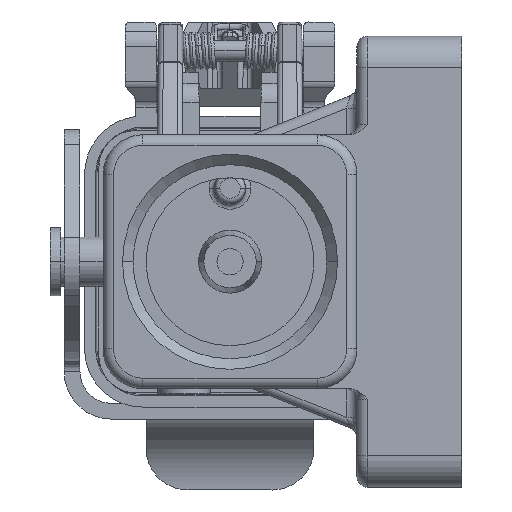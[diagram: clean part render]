
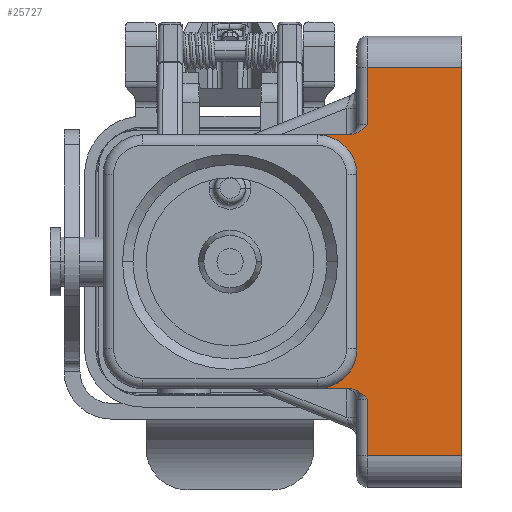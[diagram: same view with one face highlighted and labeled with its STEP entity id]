
A CAD part, front view. The second image highlights one B-rep face of the part: STEP entity #25727.
In plain terms, the highlighted planar face has unit normal (0, -1, 0).
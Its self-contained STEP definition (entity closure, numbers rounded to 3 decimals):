
#6458=CARTESIAN_POINT('',(8.3,7.2,-8.3));
#6459=DIRECTION('',(0.,-1.,0.));
#6460=DIRECTION('',(0.,0.,-1.));
#6461=AXIS2_PLACEMENT_3D('',#6458,#6459,#6460);
#6463=CARTESIAN_POINT('',(8.3,7.2,8.3));
#6464=DIRECTION('',(0.,-1.,0.));
#6465=DIRECTION('',(1.,0.,0.));
#6466=AXIS2_PLACEMENT_3D('',#6463,#6464,#6465);
#6468=DIRECTION('',(1.,0.,0.));
#6469=VECTOR('',#6468,3.068);
#6470=CARTESIAN_POINT('',(8.3,7.2,12.1));
#6471=LINE('',#6470,#6469);
#6472=DIRECTION('',(0.,0.,-1.));
#6473=VECTOR('',#6472,5.4);
#6474=CARTESIAN_POINT('',(13.1,7.2,-13.1));
#6475=LINE('',#6474,#6473);
#6481=CARTESIAN_POINT('',(11.368,7.2,-12.1));
#6482=CARTESIAN_POINT('',(11.435,7.2,-12.1));
#6483=CARTESIAN_POINT('',(11.574,7.2,-12.11));
#6484=CARTESIAN_POINT('',(11.794,7.2,-12.159));
#6485=CARTESIAN_POINT('',(12.029,7.2,-12.248));
#6486=CARTESIAN_POINT('',(12.279,7.2,-12.384));
#6487=CARTESIAN_POINT('',(12.541,7.2,-12.573));
#6488=CARTESIAN_POINT('',(12.813,7.2,-12.813));
#6489=CARTESIAN_POINT('',(13.001,7.2,-13.001));
#6490=CARTESIAN_POINT('',(13.1,7.2,-13.1));
#6501=DIRECTION('',(1.,0.,0.));
#6502=VECTOR('',#6501,3.068);
#6503=CARTESIAN_POINT('',(8.3,7.2,-12.1));
#6504=LINE('',#6503,#6502);
#6688=DIRECTION('',(0.,0.,-1.));
#6689=VECTOR('',#6688,16.6);
#6690=CARTESIAN_POINT('',(12.1,7.2,8.3));
#6691=LINE('',#6690,#6689);
#6840=DIRECTION('',(1.,0.,0.));
#6841=VECTOR('',#6840,9.);
#6842=CARTESIAN_POINT('',(13.1,7.2,-18.5));
#6843=LINE('',#6842,#6841);
#6864=DIRECTION('',(0.,0.,1.));
#6865=VECTOR('',#6864,37.);
#6866=CARTESIAN_POINT('',(22.1,7.2,-18.5));
#6867=LINE('',#6866,#6865);
#6968=DIRECTION('',(-1.,0.,0.));
#6969=VECTOR('',#6968,9.);
#6970=CARTESIAN_POINT('',(22.1,7.2,18.5));
#6971=LINE('',#6970,#6969);
#7359=CARTESIAN_POINT('',(13.1,7.2,13.1));
#7360=CARTESIAN_POINT('',(12.986,7.2,12.986));
#7361=CARTESIAN_POINT('',(12.766,7.2,12.766));
#7362=CARTESIAN_POINT('',(12.425,7.2,12.479));
#7363=CARTESIAN_POINT('',(12.206,7.2,12.344));
#7364=CARTESIAN_POINT('',(12.098,7.2,12.288));
#7366=CARTESIAN_POINT('',(12.098,7.2,12.288));
#7367=CARTESIAN_POINT('',(12.01,7.2,12.244));
#7368=CARTESIAN_POINT('',(11.838,7.2,12.172));
#7369=CARTESIAN_POINT('',(11.602,7.2,12.114));
#7370=CARTESIAN_POINT('',(11.445,7.2,12.1));
#7371=CARTESIAN_POINT('',(11.368,7.2,12.1));
#7392=DIRECTION('',(0.,0.,-1.));
#7393=VECTOR('',#7392,5.4);
#7394=CARTESIAN_POINT('',(13.1,7.2,18.5));
#7395=LINE('',#7394,#7393);
#11339=CARTESIAN_POINT('',(11.368,7.2,12.1));
#11341=VERTEX_POINT('',#11339);
#11342=CARTESIAN_POINT('',(8.3,7.2,12.1));
#11343=VERTEX_POINT('',#11342);
#12457=CARTESIAN_POINT('',(12.1,7.2,8.3));
#12458=VERTEX_POINT('',#12457);
#12459=CARTESIAN_POINT('',(8.3,7.2,-12.1));
#12460=CARTESIAN_POINT('',(12.1,7.2,-8.3));
#12461=VERTEX_POINT('',#12459);
#12462=VERTEX_POINT('',#12460);
#12463=VERTEX_POINT('',#7366);
#12464=VERTEX_POINT('',#7359);
#12465=CARTESIAN_POINT('',(22.1,7.2,-18.5));
#12466=CARTESIAN_POINT('',(22.1,7.2,18.5));
#12467=VERTEX_POINT('',#12465);
#12468=VERTEX_POINT('',#12466);
#12469=CARTESIAN_POINT('',(13.1,7.2,-13.1));
#12470=CARTESIAN_POINT('',(13.1,7.2,-18.5));
#12471=VERTEX_POINT('',#12469);
#12472=VERTEX_POINT('',#12470);
#12479=VERTEX_POINT('',#6481);
#12660=CARTESIAN_POINT('',(13.1,7.2,18.5));
#12661=VERTEX_POINT('',#12660);
#25696=CARTESIAN_POINT('',(15.2,7.2,0.));
#25697=DIRECTION('',(0.,1.,0.));
#25698=DIRECTION('',(0.,0.,1.));
#25699=AXIS2_PLACEMENT_3D('',#25696,#25697,#25698);
#25700=PLANE('',#25699);
#25702=ORIENTED_EDGE('',*,*,#25701,.F.);
#25704=ORIENTED_EDGE('',*,*,#25703,.F.);
#25706=ORIENTED_EDGE('',*,*,#25705,.F.);
#25708=ORIENTED_EDGE('',*,*,#25707,.T.);
#25710=ORIENTED_EDGE('',*,*,#25709,.F.);
#25711=ORIENTED_EDGE('',*,*,#25689,.T.);
#25712=ORIENTED_EDGE('',*,*,#19227,.T.);
#25714=ORIENTED_EDGE('',*,*,#25713,.F.);
#25716=ORIENTED_EDGE('',*,*,#25715,.F.);
#25718=ORIENTED_EDGE('',*,*,#25717,.F.);
#25720=ORIENTED_EDGE('',*,*,#25719,.F.);
#25722=ORIENTED_EDGE('',*,*,#25721,.F.);
#25724=ORIENTED_EDGE('',*,*,#25723,.F.);
#25725=EDGE_LOOP('',(#25702,#25704,#25706,#25708,#25710,#25711,#25712,#25714,
#25716,#25718,#25720,#25722,#25724));
#25726=FACE_OUTER_BOUND('',#25725,.F.);
#25727=ADVANCED_FACE('',(#25726),#25700,.F.);
#6462=CIRCLE('',#6461,3.8);
#6467=CIRCLE('',#6466,3.8);
#6491=B_SPLINE_CURVE_WITH_KNOTS('',3,(#6481,#6482,#6483,#6484,#6485,#6486,#6487,
#6488,#6489,#6490),.UNSPECIFIED.,.F.,.F.,(4,1,1,1,1,1,1,4),(0.,
0.143,0.286,0.429,0.571,
0.714,0.857,1.),.UNSPECIFIED.);
#7365=B_SPLINE_CURVE_WITH_KNOTS('',3,(#7359,#7360,#7361,#7362,#7363,#7364),
.UNSPECIFIED.,.F.,.F.,(4,1,1,4),(0.,0.333,0.667,1.),
.UNSPECIFIED.);
#7372=B_SPLINE_CURVE_WITH_KNOTS('',3,(#7366,#7367,#7368,#7369,#7370,#7371),
.UNSPECIFIED.,.F.,.F.,(4,1,1,4),(0.,0.333,0.667,1.),
.UNSPECIFIED.);
#19227=EDGE_CURVE('',#11343,#11341,#6471,.T.);
#25689=EDGE_CURVE('',#12458,#11343,#6467,.T.);
#25701=EDGE_CURVE('',#12471,#12472,#6475,.T.);
#25703=EDGE_CURVE('',#12479,#12471,#6491,.T.);
#25705=EDGE_CURVE('',#12461,#12479,#6504,.T.);
#25707=EDGE_CURVE('',#12461,#12462,#6462,.T.);
#25709=EDGE_CURVE('',#12458,#12462,#6691,.T.);
#25713=EDGE_CURVE('',#12463,#11341,#7372,.T.);
#25715=EDGE_CURVE('',#12464,#12463,#7365,.T.);
#25717=EDGE_CURVE('',#12661,#12464,#7395,.T.);
#25719=EDGE_CURVE('',#12468,#12661,#6971,.T.);
#25721=EDGE_CURVE('',#12467,#12468,#6867,.T.);
#25723=EDGE_CURVE('',#12472,#12467,#6843,.T.);
